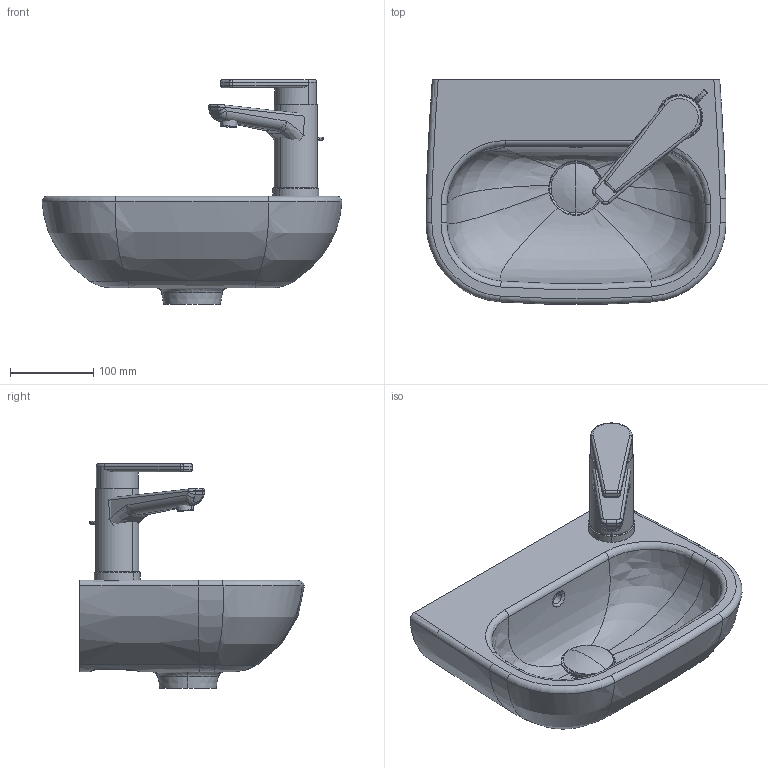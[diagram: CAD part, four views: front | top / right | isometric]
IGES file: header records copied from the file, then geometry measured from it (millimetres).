
Global section: file name: No Iges File Name specified; native system: AutoDesk Inventor R12.0; preprocessor: AutoDesk Inventor Iges Exporter R12.0; author: No Author specified; organization: No Organization specified; date: 20090116.123257; units: millimetre
Bounding box: 360 x 269.64 x 270 mm (x, y, z)
Volume: 4566636.3 mm3; surface area: 440032 mm2
Topology: 8 solids, 8 shells, 232 faces, 549 edges, 322 vertices
Faces by surface type: bspline 59, cylinder 59, plane 48, torus 27, revolution 25, sphere 8, cone 6
